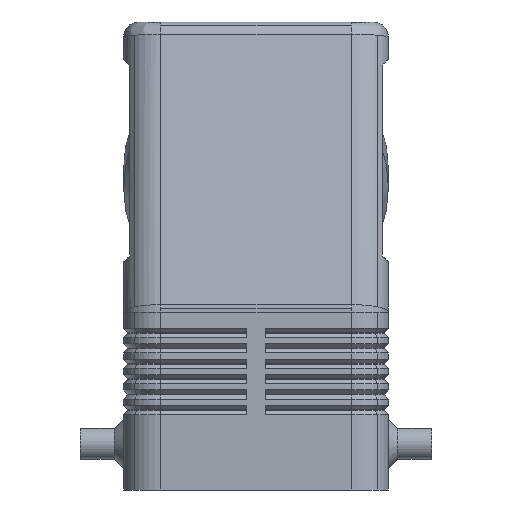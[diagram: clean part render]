
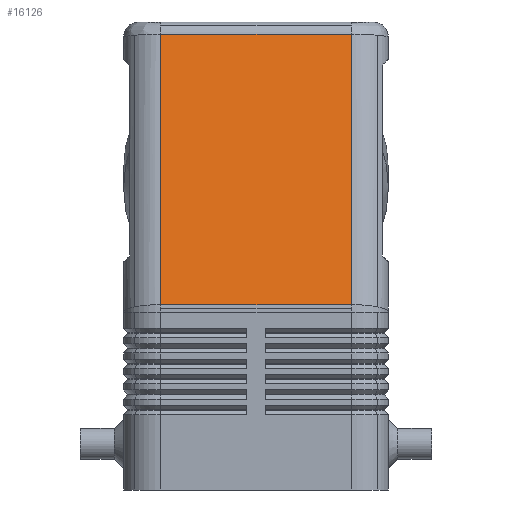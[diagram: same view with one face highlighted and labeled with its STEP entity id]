
A CAD part, left-side view. The second image highlights one B-rep face of the part: STEP entity #16126.
In plain terms, the highlighted planar face has unit normal (-0.98, 0, 0.2).
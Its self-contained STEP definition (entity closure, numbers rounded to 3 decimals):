
#495=CARTESIAN_POINT('',(-59.879,-15.5,30.094));
#496=VERTEX_POINT('',#495);
#504=CARTESIAN_POINT('',(-59.879,15.5,30.094));
#505=VERTEX_POINT('',#504);
#506=CARTESIAN_POINT('',(-59.879,-15.5,30.094));
#507=DIRECTION('',(0.0,1.0,0.0));
#508=VECTOR('',#507,31.);
#509=LINE('',#506,#508);
#510=EDGE_CURVE('',#496,#505,#509,.T.);
#15666=CARTESIAN_POINT('',(-50.909,-15.5,74.));
#15667=VERTEX_POINT('',#15666);
#15675=CARTESIAN_POINT('',(-50.909,-15.5,74.));
#15676=DIRECTION('',(-0.2,0.0,-0.98));
#15677=VECTOR('',#15676,44.813);
#15678=LINE('',#15675,#15677);
#15679=EDGE_CURVE('',#15667,#496,#15678,.T.);
#16103=CARTESIAN_POINT('',(-50.5,0.0,76.0));
#16104=DIRECTION('',(-0.98,0.0,0.2));
#16105=DIRECTION('',(0.2,0.0,0.98));
#16106=AXIS2_PLACEMENT_3D('',#16103,#16104,#16105);
#16107=PLANE('',#16106);
#16108=ORIENTED_EDGE('',*,*,#15679,.F.);
#16109=CARTESIAN_POINT('',(-50.909,15.5,74.));
#16110=VERTEX_POINT('',#16109);
#16111=CARTESIAN_POINT('',(-50.909,15.5,74.));
#16112=DIRECTION('',(0.0,-1.0,0.0));
#16113=VECTOR('',#16112,31.);
#16114=LINE('',#16111,#16113);
#16115=EDGE_CURVE('',#16110,#15667,#16114,.T.);
#16116=ORIENTED_EDGE('',*,*,#16115,.F.);
#16117=CARTESIAN_POINT('',(-59.879,15.5,30.094));
#16118=DIRECTION('',(0.2,0.0,0.98));
#16119=VECTOR('',#16118,44.813);
#16120=LINE('',#16117,#16119);
#16121=EDGE_CURVE('',#505,#16110,#16120,.T.);
#16122=ORIENTED_EDGE('',*,*,#16121,.F.);
#16123=ORIENTED_EDGE('',*,*,#510,.F.);
#16124=EDGE_LOOP('',(#16108,#16116,#16122,#16123));
#16125=FACE_OUTER_BOUND('',#16124,.T.);
#16126=ADVANCED_FACE('',(#16125),#16107,.T.);
